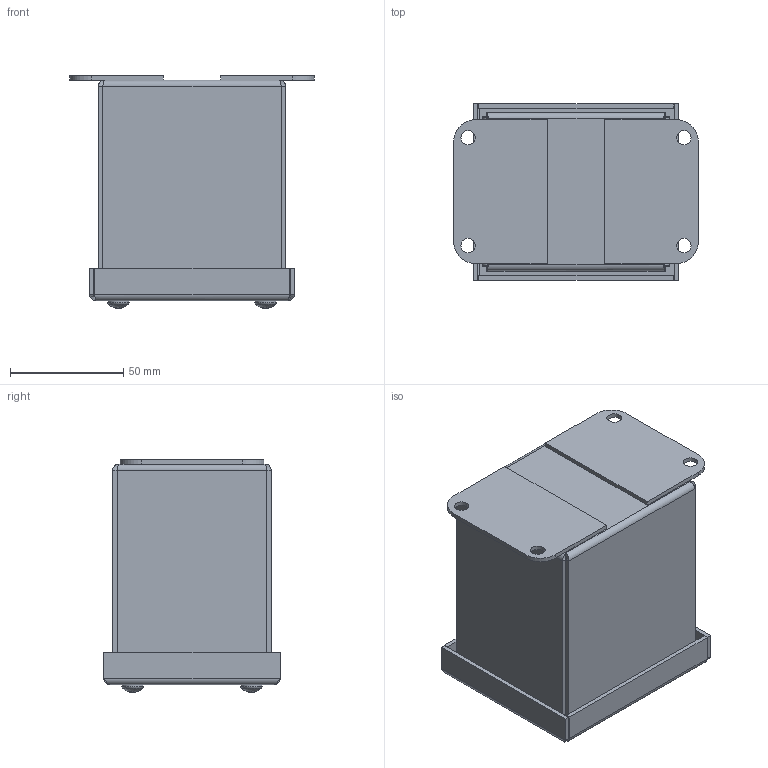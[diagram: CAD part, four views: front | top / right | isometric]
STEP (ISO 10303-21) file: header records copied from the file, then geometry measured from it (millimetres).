
FILE_DESCRIPTION(/* description */ ('3.25x2..75x3.50 TUB'),/* implementation_level */ '2;1');
FILE_NAME(/* name */ 'PBGX1.stp',/* time_stamp */ '2017-01-30T17:10:16+06:00',/* author */ ('mgunasekar'),/* organization */ (''),/* preprocessor_version */ 'ST-DEVELOPER v16.1',/* originating_system */ 'Autodesk Inventor 2016',/* authorisation */ '');
FILE_SCHEMA (('AUTOMOTIVE_DESIGN { 1 0 10303 214 3 1 1 }'));
Length unit declared in the file: inch
Products named in the file (9): PBGX1BKP; 34984; 316270; 34817; 38837; PBGX1LID; 39077; 372163; PBGX1
Assembly tree (19 placements, depth 2):
  PBGX1
    PBGX1BKP
    34984  x4
    316270
    34817  x2
    38837  x2
    PBGX1LID
    39077  x4
    372163  x4
Bounding box: 107.95 x 77.72 x 102.51 mm (x, y, z)
Volume: 109265.1 mm3; surface area: 114879.8 mm2
Topology: 19 solids, 19 shells, 494 faces, 1196 edges, 754 vertices
Faces by surface type: plane 280, cylinder 100, cone 66, torus 24, bspline 20, sphere 4
Full cylindrical faces by diameter (mm): 3.962 x4, 4.826 x6, 4.978 x4, 6.299 x4, 6.35 x6, 6.528 x4, 7.061 x4, 7.137 x4, 7.95 x4, 9.474 x4, 10.312 x4, 11.506 x4
Entity records: 8533 total; most frequent: CARTESIAN_POINT 2224, DIRECTION 1188, ORIENTED_EDGE 1182, EDGE_CURVE 591, AXIS2_PLACEMENT_3D 407, VERTEX_POINT 377, LINE 374, VECTOR 374
